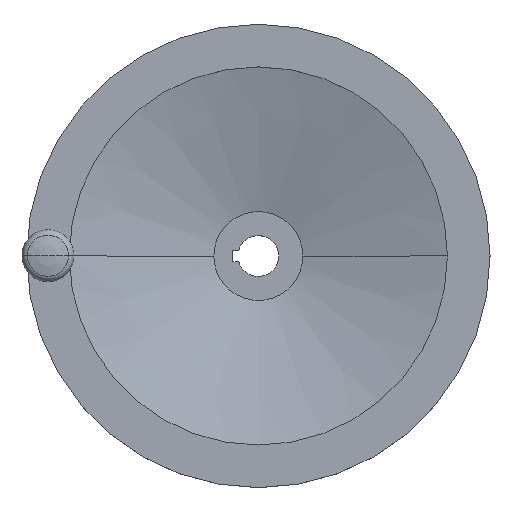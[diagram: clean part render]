
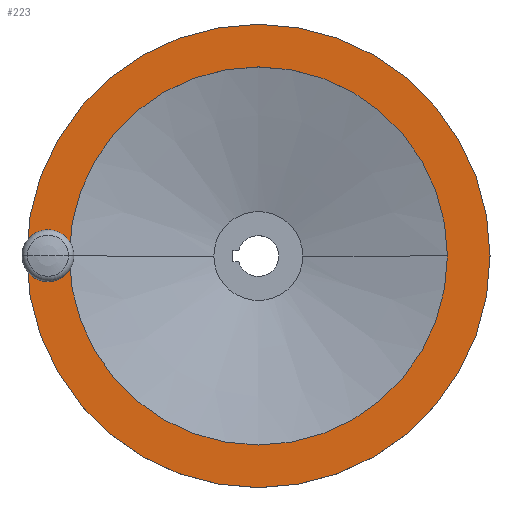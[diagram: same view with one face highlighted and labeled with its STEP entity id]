
A CAD part, top view. The second image highlights one B-rep face of the part: STEP entity #223.
In plain terms, the highlighted planar face has unit normal (0, 0, 1).
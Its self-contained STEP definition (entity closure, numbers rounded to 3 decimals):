
#187=EDGE_CURVE('',#265,#217,#517,.T.);
#195=EDGE_CURVE('',#209,#225,#527,.T.);
#209=VERTEX_POINT('',#543);
#217=VERTEX_POINT('',#552);
#223=ADVANCED_FACE('',(#560,#561,#562),#563,.T.);
#225=VERTEX_POINT('',#565);
#233=EDGE_CURVE('',#225,#209,#573,.T.);
#265=VERTEX_POINT('',#609);
#375=EDGE_CURVE('',#437,#413,#732,.T.);
#385=EDGE_CURVE('',#217,#265,#743,.T.);
#411=EDGE_CURVE('',#413,#437,#772,.T.);
#413=VERTEX_POINT('',#774);
#437=VERTEX_POINT('',#799);
#517=CIRCLE('',#885,125.0);
#527=CIRCLE('',#896,102.0);
#543=CARTESIAN_POINT('',(-102.0,0.,51.0));
#552=CARTESIAN_POINT('',(-125.0,0.,51.0));
#560=FACE_BOUND('',#934,.T.);
#561=FACE_OUTER_BOUND('',#935,.T.);
#562=FACE_BOUND('',#936,.T.);
#563=PLANE('',#937);
#565=CARTESIAN_POINT('',(102.0,0.,51.0));
#573=CIRCLE('',#950,102.0);
#609=CARTESIAN_POINT('',(125.0,0.,51.0));
#732=CIRCLE('',#1159,6.5);
#743=CIRCLE('',#1173,125.0);
#772=CIRCLE('',#1214,6.5);
#774=CARTESIAN_POINT('',(-107.0,0.,51.0));
#799=CARTESIAN_POINT('',(-120.0,0.,51.0));
#885=AXIS2_PLACEMENT_3D('',#1339,#1340,#1341);
#896=AXIS2_PLACEMENT_3D('',#1358,#1359,#1360);
#934=EDGE_LOOP('',(#1412,#1413));
#935=EDGE_LOOP('',(#1414,#1415));
#936=EDGE_LOOP('',(#1416,#1417));
#937=AXIS2_PLACEMENT_3D('',#1418,#1419,#1420);
#950=AXIS2_PLACEMENT_3D('',#1427,#1428,#1429);
#1159=AXIS2_PLACEMENT_3D('',#1626,#1627,#1628);
#1173=AXIS2_PLACEMENT_3D('',#1643,#1644,#1645);
#1214=AXIS2_PLACEMENT_3D('',#1674,#1675,#1676);
#1339=CARTESIAN_POINT('',(0.,0.,51.0));
#1340=DIRECTION('',(-0.0,0.0,-1.0));
#1341=DIRECTION('',(-1.0,0.,0.0));
#1358=CARTESIAN_POINT('',(0.,0.,51.0));
#1359=DIRECTION('',(-0.0,0.0,-1.0));
#1360=DIRECTION('',(-1.0,0.,0.0));
#1412=ORIENTED_EDGE('',*,*,#375,.T.);
#1413=ORIENTED_EDGE('',*,*,#411,.T.);
#1414=ORIENTED_EDGE('',*,*,#385,.F.);
#1415=ORIENTED_EDGE('',*,*,#187,.F.);
#1416=ORIENTED_EDGE('',*,*,#195,.T.);
#1417=ORIENTED_EDGE('',*,*,#233,.T.);
#1418=CARTESIAN_POINT('',(-113.5,0.,51.0));
#1419=DIRECTION('',(0.0,0.0,1.0));
#1420=DIRECTION('',(-1.0,0.,0.0));
#1427=CARTESIAN_POINT('',(0.,0.,51.0));
#1428=DIRECTION('',(-0.0,0.0,-1.0));
#1429=DIRECTION('',(-1.0,0.,0.0));
#1626=CARTESIAN_POINT('',(-113.5,0.,51.0));
#1627=DIRECTION('',(-0.0,0.0,-1.0));
#1628=DIRECTION('',(-1.0,0.,0.0));
#1643=CARTESIAN_POINT('',(0.,0.,51.0));
#1644=DIRECTION('',(-0.0,0.0,-1.0));
#1645=DIRECTION('',(-1.0,0.,0.0));
#1674=CARTESIAN_POINT('',(-113.5,0.,51.0));
#1675=DIRECTION('',(-0.0,0.0,-1.0));
#1676=DIRECTION('',(-1.0,0.,0.0));
